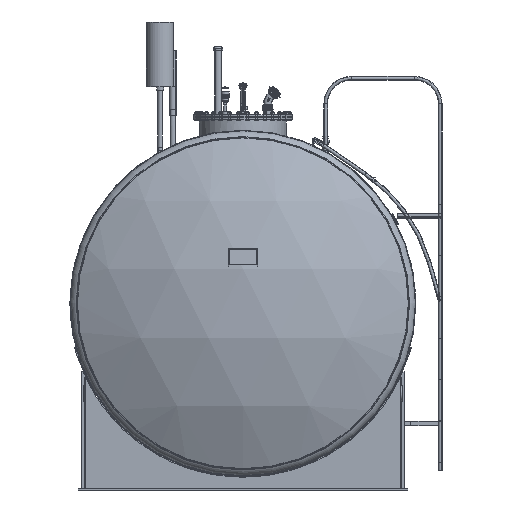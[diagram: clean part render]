
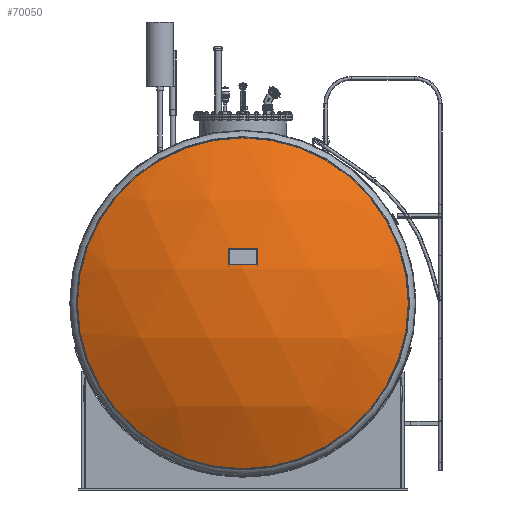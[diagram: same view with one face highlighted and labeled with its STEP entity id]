
A CAD part, front view. The second image highlights one B-rep face of the part: STEP entity #70050.
In plain terms, the highlighted spherical face has radius 2515 mm.
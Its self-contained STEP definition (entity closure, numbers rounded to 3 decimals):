
#16832=FACE_OUTER_BOUND('',#20976,.T.);
#20976=EDGE_LOOP('',(#46065));
#26036=CIRCLE('',#74731,1208.955);
#29364=VERTEX_POINT('',#102336);
#35907=EDGE_CURVE('',#29364,#29364,#26036,.T.);
#46065=ORIENTED_EDGE('',*,*,#35907,.T.);
#65799=SPHERICAL_SURFACE('',#74733,2515.);
#70050=ADVANCED_FACE('',(#16832),#65799,.T.);
#74731=AXIS2_PLACEMENT_3D('',#102337,#82341,#82342);
#74733=AXIS2_PLACEMENT_3D('',#102339,#82345,#82346);
#82341=DIRECTION('center_axis',(0.,-1.,0.));
#82342=DIRECTION('ref_axis',(1.,0.,0.));
#82345=DIRECTION('center_axis',(0.,0.,1.));
#82346=DIRECTION('ref_axis',(1.,0.,0.));
#102336=CARTESIAN_POINT('',(0.,-4050.251,1208.955));
#102337=CARTESIAN_POINT('Origin',(0.,-4050.251,0.));
#102339=CARTESIAN_POINT('Origin',(0.,-1844.882,0.));
